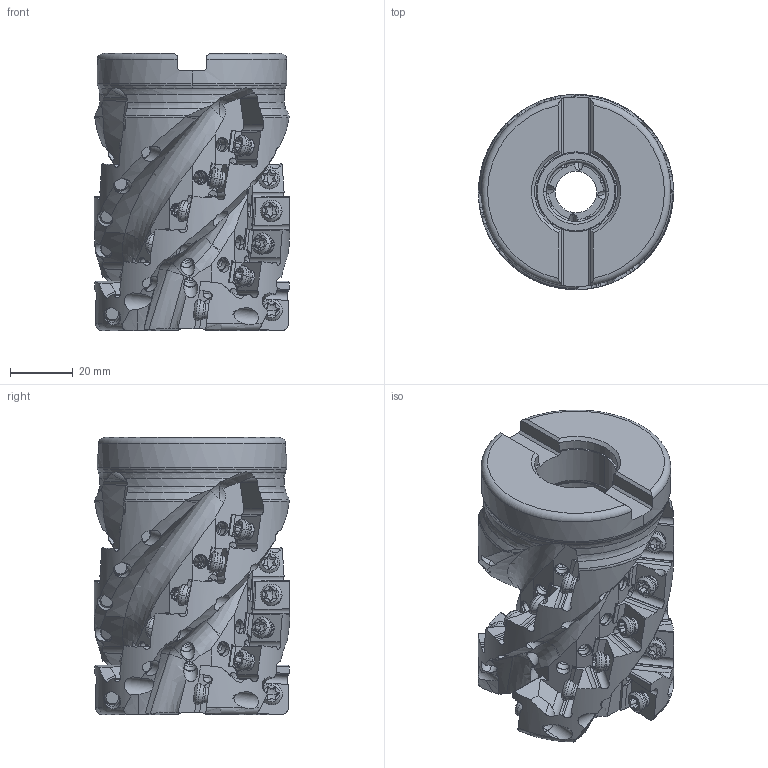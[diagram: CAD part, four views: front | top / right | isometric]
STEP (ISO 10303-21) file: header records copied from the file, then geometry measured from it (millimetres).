
FILE_DESCRIPTION(/* description */ (''),/* implementation_level */ '2;1');
FILE_NAME(/* name */ 'ASPX4UR2_5004CA25A24.stp',/* time_stamp */ '2023-01-25T11:20:27+09:00',/* author */ (''),/* organization */ (''),/* preprocessor_version */ 'ST-DEVELOPER v16',/* originating_system */ 'SIEMENS PLM Software NX 10.0',/* authorisation */ '');
FILE_SCHEMA (('AUTOMOTIVE_DESIGN { 1 0 10303 214 3 1 1 1 }'));
Products named in the file (1): ASPX4UR2_5004CA25A24_ASM
Bounding box: 62.1 x 62.1 x 88.2 mm (x, y, z)
Volume: 130922.8 mm3; surface area: 46865.7 mm2
Topology: 25 solids, 25 shells, 1898 faces, 5474 edges, 3557 vertices
Faces by surface type: cylinder 862, plane 429, cone 370, torus 88, bspline 79, sphere 66, extrusion 4
Entity records: 79612 total; most frequent: CARTESIAN_POINT 30458, ORIENTED_EDGE 10732, DIRECTION 9831, EDGE_CURVE 5366, AXIS2_PLACEMENT_3D 3973, VERTEX_POINT 3557, EDGE_LOOP 2043, CIRCLE 1973
